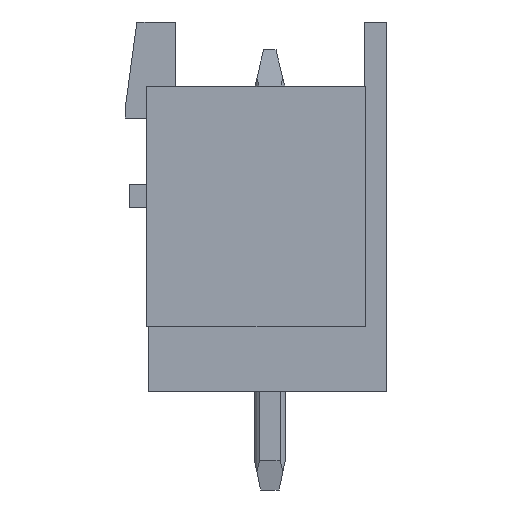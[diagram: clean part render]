
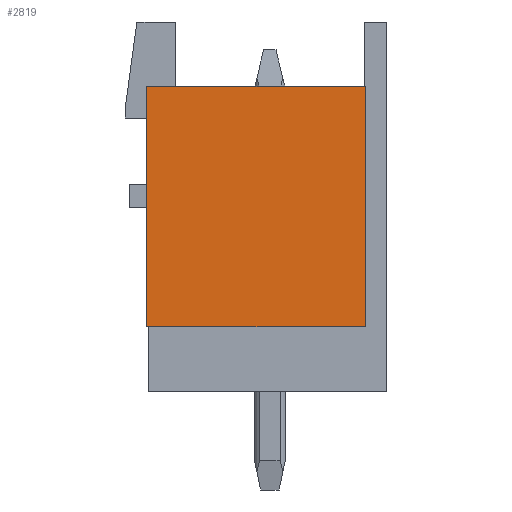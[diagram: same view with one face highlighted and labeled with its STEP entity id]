
A CAD part, left-side view. The second image highlights one B-rep face of the part: STEP entity #2819.
In plain terms, the highlighted planar face has unit normal (-1, 0, 0).
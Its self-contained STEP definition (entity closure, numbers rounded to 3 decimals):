
#2783=AXIS2_PLACEMENT_3D('Plane Axis2P3D',#2780,#2781,#2782) ;
#2780=CARTESIAN_POINT('Axis2P3D Location',(0.,7.8,13.1)) ;
#2785=CARTESIAN_POINT('Line Origine',(0.,0.7,9.2)) ;
#2789=CARTESIAN_POINT('Vertex',(0.,0.7,5.3)) ;
#2791=CARTESIAN_POINT('Vertex',(0.,0.7,13.1)) ;
#2794=CARTESIAN_POINT('Line Origine',(0.,4.25,13.1)) ;
#2798=CARTESIAN_POINT('Vertex',(0.,7.8,13.1)) ;
#2801=CARTESIAN_POINT('Line Origine',(0.,7.8,9.2)) ;
#2805=CARTESIAN_POINT('Vertex',(0.,7.8,5.3)) ;
#2808=CARTESIAN_POINT('Line Origine',(0.,4.25,5.3)) ;
#2781=DIRECTION('Axis2P3D Direction',(-1.,0.,0.)) ;
#2782=DIRECTION('Axis2P3D XDirection',(-0.,0.,-1.)) ;
#2786=DIRECTION('Vector Direction',(0.,0.,-1.)) ;
#2795=DIRECTION('Vector Direction',(0.,-1.,0.)) ;
#2802=DIRECTION('Vector Direction',(0.,0.,-1.)) ;
#2809=DIRECTION('Vector Direction',(0.,-1.,0.)) ;
#2787=VECTOR('Line Direction',#2786,1.) ;
#2796=VECTOR('Line Direction',#2795,1.) ;
#2803=VECTOR('Line Direction',#2802,1.) ;
#2810=VECTOR('Line Direction',#2809,1.) ;
#2814=ORIENTED_EDGE('',*,*,#2793,.T.) ;
#2815=ORIENTED_EDGE('',*,*,#2800,.F.) ;
#2816=ORIENTED_EDGE('',*,*,#2807,.F.) ;
#2817=ORIENTED_EDGE('',*,*,#2812,.T.) ;
#2819=ADVANCED_FACE('HOUSING',(#2818),#2784,.T.) ;
#2793=EDGE_CURVE('',#2790,#2792,#2788,.F.) ;
#2800=EDGE_CURVE('',#2799,#2792,#2797,.T.) ;
#2807=EDGE_CURVE('',#2806,#2799,#2804,.F.) ;
#2812=EDGE_CURVE('',#2806,#2790,#2811,.T.) ;
#2813=EDGE_LOOP('',(#2814,#2815,#2816,#2817)) ;
#2818=FACE_OUTER_BOUND('',#2813,.T.) ;
#2788=LINE('Line',#2785,#2787) ;
#2797=LINE('Line',#2794,#2796) ;
#2804=LINE('Line',#2801,#2803) ;
#2811=LINE('Line',#2808,#2810) ;
#2784=PLANE('',#2783) ;
#2790=VERTEX_POINT('',#2789) ;
#2792=VERTEX_POINT('',#2791) ;
#2799=VERTEX_POINT('',#2798) ;
#2806=VERTEX_POINT('',#2805) ;
